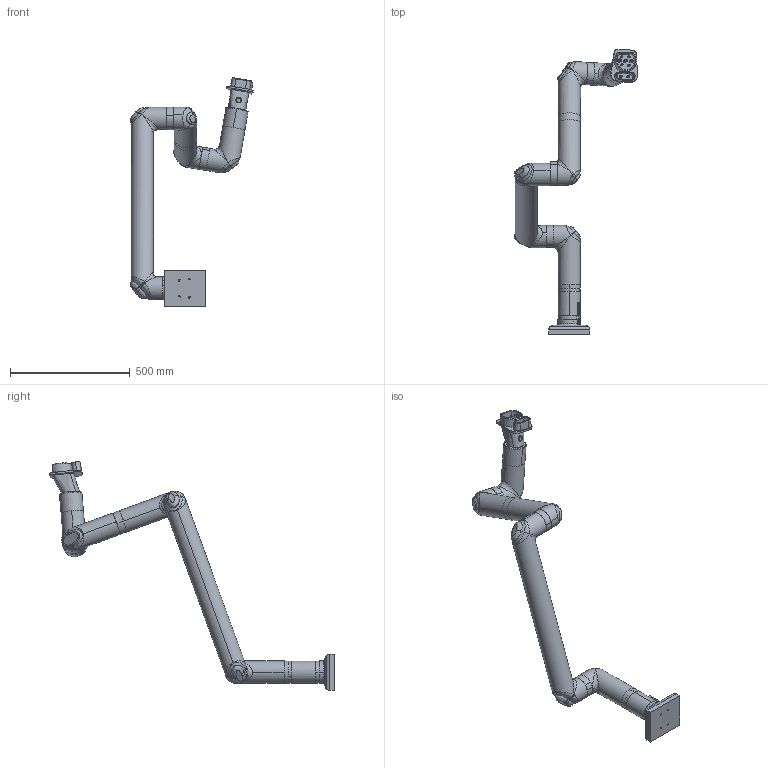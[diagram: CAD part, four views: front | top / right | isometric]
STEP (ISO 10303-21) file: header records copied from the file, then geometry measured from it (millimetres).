
FILE_DESCRIPTION (( 'STEP AP214' ), '1' );
FILE_NAME ('Team17_CAD.STEP', '2023-02-06T14:47:43', ( '' ), ( '' ), 'SwSTEP 2.0', 'SolidWorks 2021', '' );
FILE_SCHEMA (( 'AUTOMOTIVE_DESIGN' ));
Length unit declared in the file: millimetre
Products named in the file (14): Component13.step; Component4.step; Component2.step; Component14.step; GEN3 SIMPLIFIED Base v2.step; Component11.step; GEN3 SIMPLIFIED Base v2 v3.step; Component12.step; Component6.step; Component3.step; charger1 v1.step; Component5.step; Team17_CAD; Component7.step
Assembly tree (13 placements, depth 3):
  Team17_CAD
    GEN3 SIMPLIFIED Base v2 v3.step
      Component2.step
      Component3.step
      Component4.step
      Component5.step
      Component6.step
      Component7.step
      Component11.step
      Component12.step
      Component13.step
      Component14.step
      charger1 v1.step
      GEN3 SIMPLIFIED Base v2.step
Bounding box: 515.21 x 1192.64 x 955.67 mm (x, y, z)
Volume: 17276708.3 mm3; surface area: 995224.5 mm2
Topology: 12 solids, 27 shells, 563 faces, 1281 edges, 771 vertices
Faces by surface type: cylinder 220, plane 165, bspline 77, torus 66, cone 28, sphere 7
Entity records: 27563 total; most frequent: CARTESIAN_POINT 14571, DIRECTION 2517, ORIENTED_EDGE 2496, EDGE_CURVE 1248, AXIS2_PLACEMENT_3D 1027, VERTEX_POINT 771, EDGE_LOOP 597, FACE_OUTER_BOUND 563
